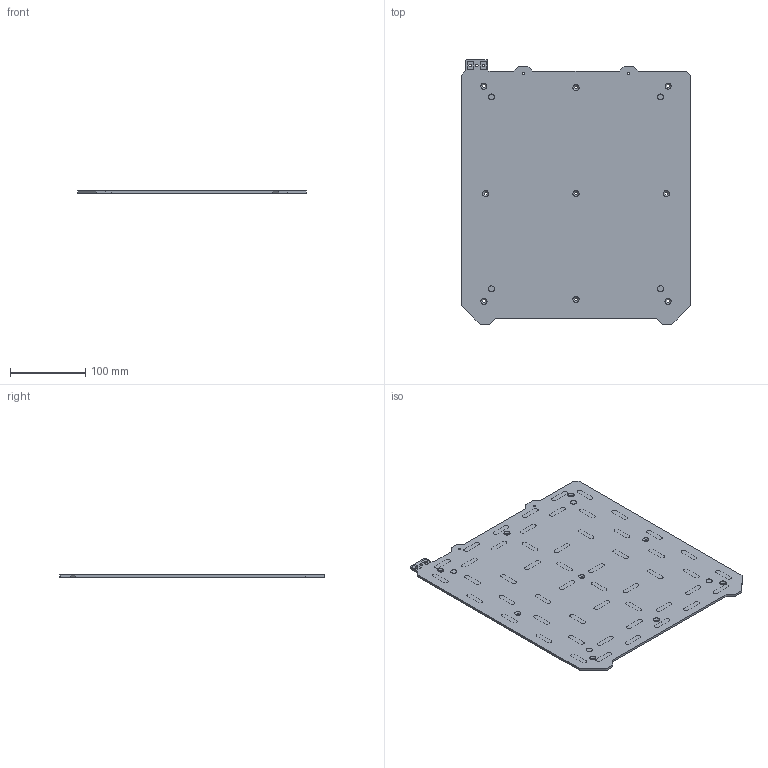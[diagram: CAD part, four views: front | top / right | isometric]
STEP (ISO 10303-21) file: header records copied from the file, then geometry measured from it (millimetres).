
FILE_DESCRIPTION(/* description */ (''),/* implementation_level */ '2;1');
FILE_NAME(/* name */ '300x320mm HEATBED.step',/* time_stamp */ '2021-11-21T22:21:19+01:00',/* author */ (''),/* organization */ (''),/* preprocessor_version */ 'ST-DEVELOPER v18.1',/* originating_system */ 'Autodesk Translation Framework v10.10.0.1391',/* authorisation */ '');
FILE_SCHEMA (('AUTOMOTIVE_DESIGN { 1 0 10303 214 3 1 1 }'));
Length unit declared in the file: millimetre
Products named in the file (1): 300x320mm HEATBED
Bounding box: 304 x 350.95 x 3 mm (x, y, z)
Volume: 281390.2 mm3; surface area: 211766.1 mm2
Topology: 1 solids, 1 shells, 349 faces, 846 edges, 558 vertices
Faces by surface type: plane 209, cylinder 131, cone 9
Full cylindrical faces by diameter (mm): 3.2 x5, 4.1 x9, 8 x4, 8.1 x9
Entity records: 10324 total; most frequent: DIRECTION 1808, CARTESIAN_POINT 1754, ORIENTED_EDGE 1692, EDGE_CURVE 846, AXIS2_PLACEMENT_3D 612, LINE 584, VECTOR 584, VERTEX_POINT 558
